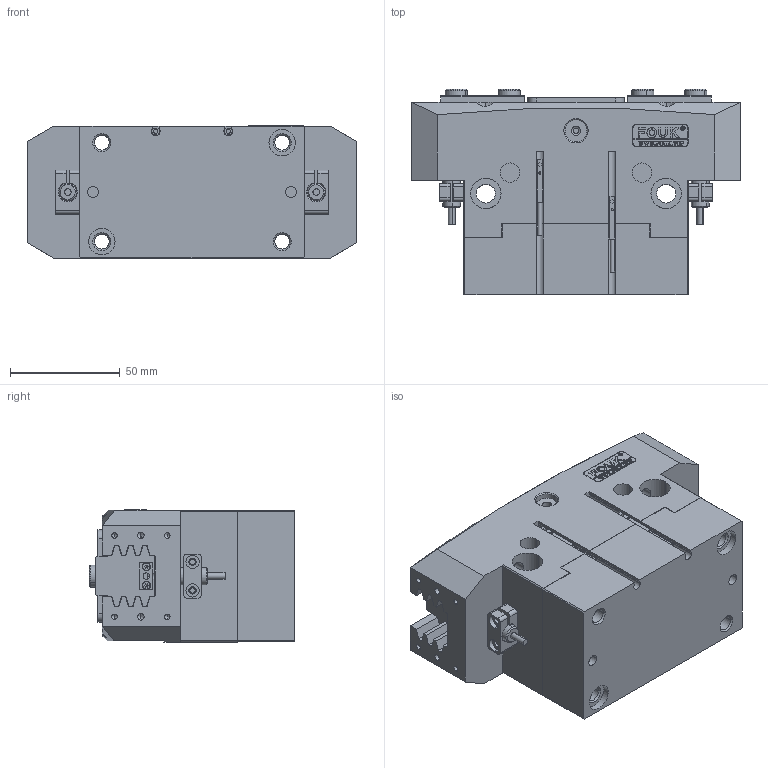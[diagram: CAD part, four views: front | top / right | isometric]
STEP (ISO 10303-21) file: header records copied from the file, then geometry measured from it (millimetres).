
FILE_DESCRIPTION (( 'STEP AP203' ), '1' );
FILE_NAME ('FR57-150-S-NO.STEP', '2025-01-13T08:04:47', ( 'USER-' ), ( 'Microsoft' ), 'SwSTEP 2.0', 'SolidWorks 2018', '' );
FILE_SCHEMA (( 'CONFIG_CONTROL_DESIGN' ));
Length unit declared in the file: millimetre
Products named in the file (14): FR57-150-S-NO; TRT57-150-S-02 喘倛賑輸; FR57-150-S; 揤輸杅耀.sldasm-Part-9; TRT57-150-M-22B 晊扥极; 25x10-R1.5; P-GS-T-01 喘倛蚚標釱; TRT57-150-M-06 笢猾啣; TRT57-150-M-01 喘倛褲极; 埴翐芛_GB_FASTENER_SCREWS_HSHCS M2X8-N; 棠羲換覜ん; 揤輸蚾饜极; ﾏ擎ﾗ10｡ﾁ6; 8x23諉輪羲壽
Assembly tree (22 placements, depth 4):
  FR57-150-S-NO
    FR57-150-S
      TRT57-150-M-01 喘倛褲极
      TRT57-150-S-02 喘倛賑輸  x2
      TRT57-150-M-06 笢猾啣
      P-GS-T-01 喘倛蚚標釱  x2
      8x23諉輪羲壽  x2
      25x10-R1.5
      棠羲換覜ん  x2
      揤輸蚾饜极  x2
        揤輸杅耀.sldasm-Part-9
        埴翐芛_GB_FASTENER_SCREWS_HSHCS M2X8-N
      ﾏ擎ﾗ10｡ﾁ6  x4
    TRT57-150-M-22B 晊扥极
Bounding box: 150 x 93.5 x 60.1 mm (x, y, z)
Volume: 581249.1 mm3; surface area: 119998.8 mm2
Topology: 22 solids, 31 shells, 1319 faces, 3398 edges, 2164 vertices
Faces by surface type: plane 601, cylinder 377, cone 178, bspline 155, torus 8
Entity records: 39323 total; most frequent: CARTESIAN_POINT 12560, ORIENTED_EDGE 5362, DIRECTION 4823, EDGE_CURVE 2681, VERTEX_POINT 1761, VECTOR 1671, LINE 1671, AXIS2_PLACEMENT_3D 1576
